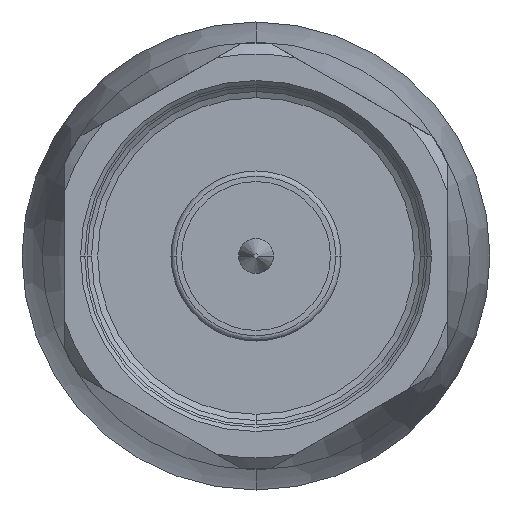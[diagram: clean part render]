
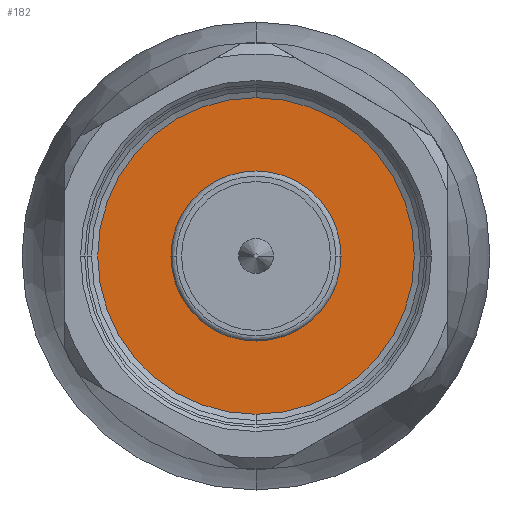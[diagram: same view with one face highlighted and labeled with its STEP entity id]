
A CAD part, left-side view. The second image highlights one B-rep face of the part: STEP entity #182.
In plain terms, the highlighted planar face has unit normal (-1, 0, 0).
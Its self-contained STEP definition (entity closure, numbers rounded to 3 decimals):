
#53 = DIRECTION ( 'NONE',  ( -1., 0., 0. ) ) ;
#66 = FACE_BOUND ( 'NONE', #846, .T. ) ;
#81 = CARTESIAN_POINT ( 'NONE',  ( 9.8, 7.75, 0. ) ) ;
#182 = ADVANCED_FACE ( 'NONE', ( #66, #2280 ), #2561, .F. ) ;
#229 = AXIS2_PLACEMENT_3D ( 'NONE', #256, #2491, #500 ) ;
#256 = CARTESIAN_POINT ( 'NONE',  ( 9.8, 0., 0. ) ) ;
#500 = DIRECTION ( 'NONE',  ( 0., 0., 1. ) ) ;
#561 = DIRECTION ( 'NONE',  ( 0., 0., 1. ) ) ;
#742 = CARTESIAN_POINT ( 'NONE',  ( 9.8, 0., 0. ) ) ;
#773 = ORIENTED_EDGE ( 'NONE', *, *, #2931, .F. ) ;
#846 = EDGE_LOOP ( 'NONE', ( #3003, #773 ) ) ;
#1025 = CARTESIAN_POINT ( 'NONE',  ( 9.8, 4., 0. ) ) ;
#1053 = DIRECTION ( 'NONE',  ( 0., 0., 1. ) ) ;
#1054 = DIRECTION ( 'NONE',  ( 0., 0., 1. ) ) ;
#1162 = VERTEX_POINT ( 'NONE', #1468 ) ;
#1289 = CARTESIAN_POINT ( 'NONE',  ( 9.8, 0., 0. ) ) ;
#1349 = VERTEX_POINT ( 'NONE', #2765 ) ;
#1367 = EDGE_CURVE ( 'NONE', #1349, #1162, #1846, .T. ) ;
#1468 = CARTESIAN_POINT ( 'NONE',  ( 9.8, 0., -7.75 ) ) ;
#1480 = CIRCLE ( 'NONE', #229, 7.75 ) ;
#1485 = ORIENTED_EDGE ( 'NONE', *, *, #2614, .T. ) ;
#1550 = CARTESIAN_POINT ( 'NONE',  ( 9.8, 0., 0. ) ) ;
#1646 = CIRCLE ( 'NONE', #2173, 4. ) ;
#1846 = CIRCLE ( 'NONE', #2633, 7.75 ) ;
#2040 = DIRECTION ( 'NONE',  ( -1., 0., 0. ) ) ;
#2103 = CARTESIAN_POINT ( 'NONE',  ( 9.8, -4., 0. ) ) ;
#2173 = AXIS2_PLACEMENT_3D ( 'NONE', #1289, #2040, #561 ) ;
#2232 = EDGE_LOOP ( 'NONE', ( #2860, #1485 ) ) ;
#2253 = EDGE_CURVE ( 'NONE', #3073, #3055, #1646, .T. ) ;
#2280 = FACE_OUTER_BOUND ( 'NONE', #2232, .T. ) ;
#2483 = AXIS2_PLACEMENT_3D ( 'NONE', #742, #53, #1053 ) ;
#2491 = DIRECTION ( 'NONE',  ( -1., 0., 0. ) ) ;
#2530 = DIRECTION ( 'NONE',  ( 0., 0., -1. ) ) ;
#2535 = DIRECTION ( 'NONE',  ( -1., 0., 0. ) ) ;
#2561 = PLANE ( 'NONE',  #2628 ) ;
#2614 = EDGE_CURVE ( 'NONE', #1162, #1349, #1480, .T. ) ;
#2628 = AXIS2_PLACEMENT_3D ( 'NONE', #81, #2998, #2530 ) ;
#2633 = AXIS2_PLACEMENT_3D ( 'NONE', #1550, #2535, #1054 ) ;
#2765 = CARTESIAN_POINT ( 'NONE',  ( 9.8, 0., 7.75 ) ) ;
#2860 = ORIENTED_EDGE ( 'NONE', *, *, #1367, .T. ) ;
#2931 = EDGE_CURVE ( 'NONE', #3055, #3073, #3199, .T. ) ;
#2998 = DIRECTION ( 'NONE',  ( 1., 0., 0. ) ) ;
#3003 = ORIENTED_EDGE ( 'NONE', *, *, #2253, .F. ) ;
#3055 = VERTEX_POINT ( 'NONE', #1025 ) ;
#3073 = VERTEX_POINT ( 'NONE', #2103 ) ;
#3199 = CIRCLE ( 'NONE', #2483, 4. ) ;
